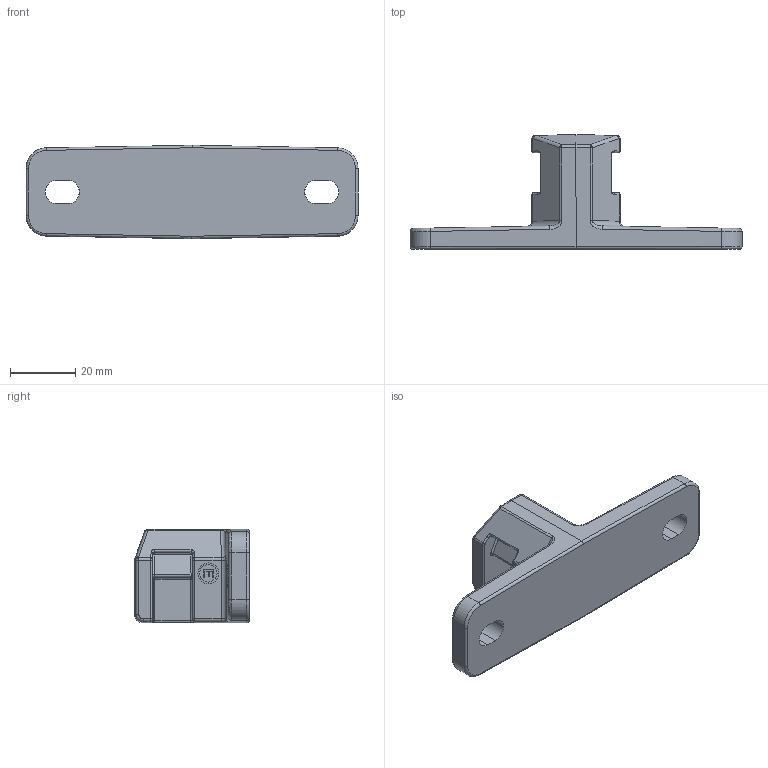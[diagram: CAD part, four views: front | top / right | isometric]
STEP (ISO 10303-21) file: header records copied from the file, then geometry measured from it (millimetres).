
FILE_DESCRIPTION((''),'2;1');
FILE_NAME('206-15.stp','2013-11-18T15:15:56',('fredp'),(''),'Autodesk Inventor 2013','Autodesk Inventor 2013','');
FILE_SCHEMA(('AUTOMOTIVE_DESIGN { 1 0 10303 214 1 1 1 1 }'));
Length unit declared in the file: inch
Products named in the file (1): 206-15
Bounding box: 101.6 x 35.05 x 28.57 mm (x, y, z)
Volume: 32005 mm3; surface area: 10524.5 mm2
Topology: 1 solids, 1 shells, 260 faces, 619 edges, 372 vertices
Faces by surface type: cylinder 86, plane 79, bspline 77, sphere 14, torus 4
Full cylindrical faces by diameter (mm): 5.334 x1, 6.35 x1
Entity records: 8597 total; most frequent: CARTESIAN_POINT 2818, ORIENTED_EDGE 1234, DIRECTION 1098, EDGE_CURVE 617, AXIS2_PLACEMENT_3D 387, VERTEX_POINT 372, VECTOR 324, LINE 324
